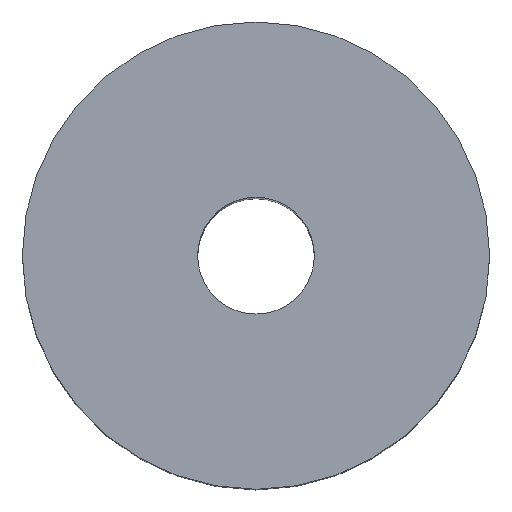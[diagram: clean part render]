
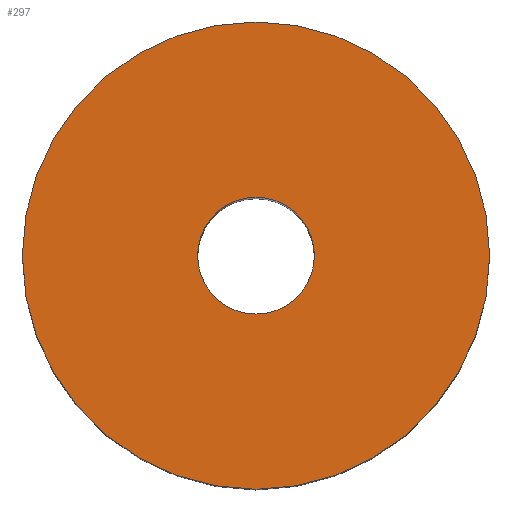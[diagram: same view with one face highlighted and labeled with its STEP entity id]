
A CAD part, top view. The second image highlights one B-rep face of the part: STEP entity #297.
In plain terms, the highlighted planar face has unit normal (0, 0, 1).
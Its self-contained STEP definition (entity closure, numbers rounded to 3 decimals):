
#11 = DIRECTION ( 'NONE',  ( 1., 0., 0. ) ) ;
#13 = DIRECTION ( 'NONE',  ( 1., 0., 0. ) ) ;
#21 = CARTESIAN_POINT ( 'NONE',  ( 0., 0., 0. ) ) ;
#27 = CARTESIAN_POINT ( 'NONE',  ( 0., 0., 0. ) ) ;
#38 = DIRECTION ( 'NONE',  ( 0., 0., 1. ) ) ;
#40 = VERTEX_POINT ( 'NONE', #299 ) ;
#46 = CIRCLE ( 'NONE', #76, 1.5 ) ;
#49 = DIRECTION ( 'NONE',  ( 0., 0., 1. ) ) ;
#52 = ORIENTED_EDGE ( 'NONE', *, *, #131, .F. ) ;
#60 = AXIS2_PLACEMENT_3D ( 'NONE', #21, #190, #220 ) ;
#64 = ORIENTED_EDGE ( 'NONE', *, *, #258, .F. ) ;
#72 = CARTESIAN_POINT ( 'NONE',  ( -1.5, 0., 0. ) ) ;
#76 = AXIS2_PLACEMENT_3D ( 'NONE', #364, #177, #13 ) ;
#86 = CIRCLE ( 'NONE', #235, 6. ) ;
#94 = ORIENTED_EDGE ( 'NONE', *, *, #361, .T. ) ;
#98 = EDGE_LOOP ( 'NONE', ( #94, #159 ) ) ;
#106 = EDGE_CURVE ( 'NONE', #134, #40, #86, .T. ) ;
#109 = CIRCLE ( 'NONE', #266, 1.5 ) ;
#118 = CARTESIAN_POINT ( 'NONE',  ( 0., 0., 0. ) ) ;
#120 = FACE_BOUND ( 'NONE', #262, .T. ) ;
#125 = DIRECTION ( 'NONE',  ( 1., 0., 0. ) ) ;
#131 = EDGE_CURVE ( 'NONE', #157, #300, #46, .T. ) ;
#132 = FACE_OUTER_BOUND ( 'NONE', #98, .T. ) ;
#134 = VERTEX_POINT ( 'NONE', #171 ) ;
#157 = VERTEX_POINT ( 'NONE', #72 ) ;
#158 = CIRCLE ( 'NONE', #187, 6. ) ;
#159 = ORIENTED_EDGE ( 'NONE', *, *, #106, .T. ) ;
#171 = CARTESIAN_POINT ( 'NONE',  ( -6., 0., 0. ) ) ;
#176 = CARTESIAN_POINT ( 'NONE',  ( 0., 0., 0. ) ) ;
#177 = DIRECTION ( 'NONE',  ( 0., 0., 1. ) ) ;
#187 = AXIS2_PLACEMENT_3D ( 'NONE', #27, #49, #125 ) ;
#190 = DIRECTION ( 'NONE',  ( 0., 0., -1. ) ) ;
#220 = DIRECTION ( 'NONE',  ( -1., 0., 0. ) ) ;
#222 = CARTESIAN_POINT ( 'NONE',  ( 1.5, 0., 0. ) ) ;
#235 = AXIS2_PLACEMENT_3D ( 'NONE', #176, #38, #11 ) ;
#258 = EDGE_CURVE ( 'NONE', #300, #157, #109, .T. ) ;
#262 = EDGE_LOOP ( 'NONE', ( #64, #52 ) ) ;
#266 = AXIS2_PLACEMENT_3D ( 'NONE', #118, #338, #282 ) ;
#282 = DIRECTION ( 'NONE',  ( 1., 0., 0. ) ) ;
#297 = ADVANCED_FACE ( 'NONE', ( #120, #132 ), #341, .F. ) ;
#299 = CARTESIAN_POINT ( 'NONE',  ( 6., 0., 0. ) ) ;
#300 = VERTEX_POINT ( 'NONE', #222 ) ;
#338 = DIRECTION ( 'NONE',  ( 0., 0., 1. ) ) ;
#341 = PLANE ( 'NONE',  #60 ) ;
#361 = EDGE_CURVE ( 'NONE', #40, #134, #158, .T. ) ;
#364 = CARTESIAN_POINT ( 'NONE',  ( 0., 0., 0. ) ) ;
